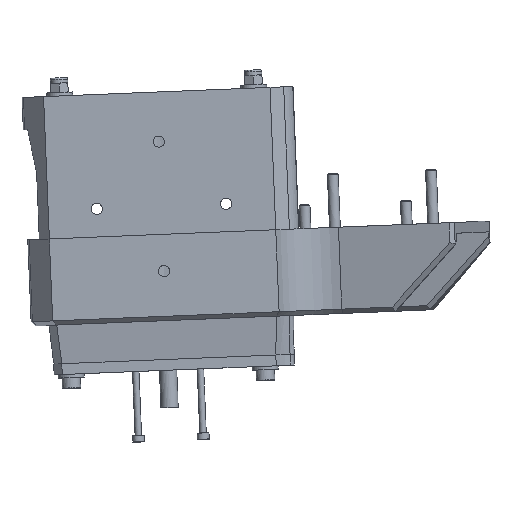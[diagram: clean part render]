
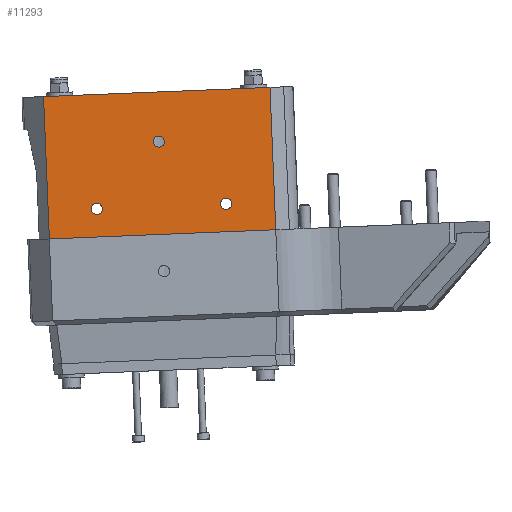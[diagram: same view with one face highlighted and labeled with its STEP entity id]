
A CAD part, front view. The second image highlights one B-rep face of the part: STEP entity #11293.
In plain terms, the highlighted planar face has unit normal (0, -1, 0).
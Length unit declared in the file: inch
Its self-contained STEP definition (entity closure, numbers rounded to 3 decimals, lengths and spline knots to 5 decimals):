
#210=PLANE('',#12026);
#491=FACE_BOUND('',#1366,.T.);
#492=FACE_BOUND('',#1367,.T.);
#493=FACE_BOUND('',#1368,.T.);
#732=FACE_OUTER_BOUND('',#1365,.T.);
#1365=EDGE_LOOP('',(#7217,#7218,#7219,#7220));
#1366=EDGE_LOOP('',(#7221,#7222));
#1367=EDGE_LOOP('',(#7223,#7224));
#1368=EDGE_LOOP('',(#7225,#7226));
#2085=CIRCLE('',#11957,0.10236);
#2086=CIRCLE('',#11958,0.10236);
#2089=CIRCLE('',#11962,0.10236);
#2090=CIRCLE('',#11963,0.10236);
#2093=CIRCLE('',#11967,0.10236);
#2094=CIRCLE('',#11968,0.10236);
#2791=LINE('',#17043,#3520);
#2799=LINE('',#17060,#3528);
#2802=LINE('',#17064,#3531);
#2803=LINE('',#17065,#3532);
#3520=VECTOR('',#13467,39.37008);
#3528=VECTOR('',#13481,39.37008);
#3531=VECTOR('',#13486,39.37008);
#3532=VECTOR('',#13487,39.37008);
#4319=VERTEX_POINT('',#16827);
#4320=VERTEX_POINT('',#16829);
#4323=VERTEX_POINT('',#16837);
#4324=VERTEX_POINT('',#16839);
#4327=VERTEX_POINT('',#16847);
#4328=VERTEX_POINT('',#16849);
#4382=VERTEX_POINT('',#17036);
#4385=VERTEX_POINT('',#17041);
#4390=VERTEX_POINT('',#17057);
#4391=VERTEX_POINT('',#17059);
#5432=EDGE_CURVE('',#4319,#4320,#2085,.T.);
#5433=EDGE_CURVE('',#4320,#4319,#2086,.T.);
#5437=EDGE_CURVE('',#4323,#4324,#2089,.T.);
#5438=EDGE_CURVE('',#4324,#4323,#2090,.T.);
#5442=EDGE_CURVE('',#4327,#4328,#2093,.T.);
#5443=EDGE_CURVE('',#4328,#4327,#2094,.T.);
#5512=EDGE_CURVE('',#4385,#4382,#2791,.T.);
#5520=EDGE_CURVE('',#4391,#4390,#2799,.T.);
#5523=EDGE_CURVE('',#4382,#4390,#2802,.T.);
#5524=EDGE_CURVE('',#4391,#4385,#2803,.T.);
#7217=ORIENTED_EDGE('',*,*,#5523,.F.);
#7218=ORIENTED_EDGE('',*,*,#5512,.F.);
#7219=ORIENTED_EDGE('',*,*,#5524,.F.);
#7220=ORIENTED_EDGE('',*,*,#5520,.T.);
#7221=ORIENTED_EDGE('',*,*,#5433,.F.);
#7222=ORIENTED_EDGE('',*,*,#5432,.F.);
#7223=ORIENTED_EDGE('',*,*,#5438,.F.);
#7224=ORIENTED_EDGE('',*,*,#5437,.F.);
#7225=ORIENTED_EDGE('',*,*,#5443,.F.);
#7226=ORIENTED_EDGE('',*,*,#5442,.F.);
#11293=ADVANCED_FACE('',(#732,#491,#492,#493),#210,.T.);
#11957=AXIS2_PLACEMENT_3D('',#16830,#13311,#13312);
#11958=AXIS2_PLACEMENT_3D('',#16831,#13313,#13314);
#11962=AXIS2_PLACEMENT_3D('',#16840,#13322,#13323);
#11963=AXIS2_PLACEMENT_3D('',#16841,#13324,#13325);
#11967=AXIS2_PLACEMENT_3D('',#16850,#13333,#13334);
#11968=AXIS2_PLACEMENT_3D('',#16851,#13335,#13336);
#12026=AXIS2_PLACEMENT_3D('',#17063,#13484,#13485);
#13311=DIRECTION('center_axis',(0.,-1.,0.));
#13312=DIRECTION('ref_axis',(0.999,0.,0.041));
#13313=DIRECTION('center_axis',(0.,-1.,0.));
#13314=DIRECTION('ref_axis',(0.999,0.,0.041));
#13322=DIRECTION('center_axis',(0.,-1.,0.));
#13323=DIRECTION('ref_axis',(0.999,0.,0.041));
#13324=DIRECTION('center_axis',(0.,-1.,0.));
#13325=DIRECTION('ref_axis',(0.999,0.,0.041));
#13333=DIRECTION('center_axis',(0.,-1.,0.));
#13334=DIRECTION('ref_axis',(0.999,0.,0.041));
#13335=DIRECTION('center_axis',(0.,-1.,0.));
#13336=DIRECTION('ref_axis',(0.999,0.,0.041));
#13467=DIRECTION('',(0.041,0.,-0.999));
#13481=DIRECTION('',(0.041,0.,-0.999));
#13484=DIRECTION('center_axis',(0.,-1.,0.));
#13485=DIRECTION('ref_axis',(0.999,0.,0.041));
#13486=DIRECTION('',(-0.999,0.,-0.041));
#13487=DIRECTION('',(0.999,0.,0.041));
#16827=CARTESIAN_POINT('',(0.13438,-7.90207,16.15431));
#16829=CARTESIAN_POINT('',(0.33893,-7.90207,16.16263));
#16830=CARTESIAN_POINT('Origin',(0.23666,-7.90207,16.15847));
#16831=CARTESIAN_POINT('Origin',(0.23666,-7.90207,16.15847));
#16837=CARTESIAN_POINT('',(-0.99776,-7.90207,14.9262));
#16839=CARTESIAN_POINT('',(-0.7932,-7.90207,14.93452));
#16840=CARTESIAN_POINT('Origin',(-0.89548,-7.90207,14.93036));
#16841=CARTESIAN_POINT('Origin',(-0.89548,-7.90207,14.93036));
#16847=CARTESIAN_POINT('',(1.3625,-7.90207,15.02218));
#16849=CARTESIAN_POINT('',(1.56705,-7.90207,15.0305));
#16850=CARTESIAN_POINT('Origin',(1.46477,-7.90207,15.02634));
#16851=CARTESIAN_POINT('Origin',(1.46477,-7.90207,15.02634));
#17036=CARTESIAN_POINT('',(2.37066,-7.90207,14.55094));
#17041=CARTESIAN_POINT('',(2.26509,-7.90207,17.14722));
#17043=CARTESIAN_POINT('',(2.28908,-7.90207,16.55716));
#17057=CARTESIAN_POINT('',(-1.75978,-7.90207,14.38298));
#17059=CARTESIAN_POINT('',(-1.86536,-7.90207,16.97926));
#17060=CARTESIAN_POINT('',(-1.84136,-7.90207,16.38919));
#17063=CARTESIAN_POINT('Origin',(0.22386,-7.90207,16.47317));
#17064=CARTESIAN_POINT('',(0.30544,-7.90207,14.46696));
#17065=CARTESIAN_POINT('',(0.19986,-7.90207,17.06324));
